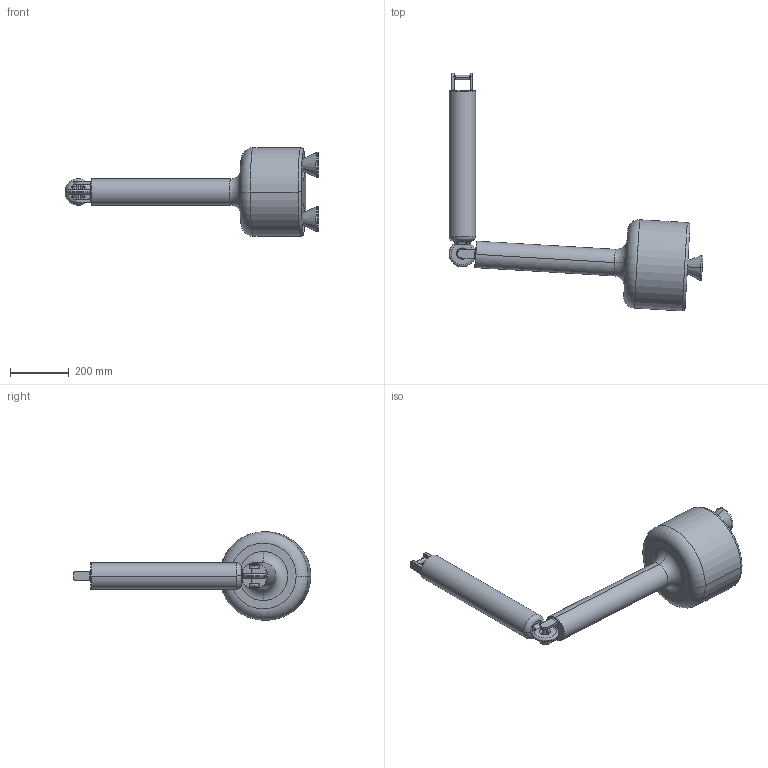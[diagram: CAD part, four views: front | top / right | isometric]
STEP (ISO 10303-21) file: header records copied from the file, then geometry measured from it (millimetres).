
FILE_DESCRIPTION((''),'2;1');
FILE_NAME('ROBOT_ASM_ASM','2020-10-04T20:27:40',('HP'),(''),'CREO PARAMETRIC BY PTC INC, 2018050','CREO PARAMETRIC BY PTC INC, 2018050','');
FILE_SCHEMA(('CONFIG_CONTROL_DESIGN'));
Length unit declared in the file: millimetre
Products named in the file (4): ROBOT_ARM1; ROBOT_ARM; CONE; ROBOT_ASM_ASM
Assembly tree (4 placements, depth 2):
  ROBOT_ASM_ASM
    ROBOT_ARM1
    ROBOT_ARM
    CONE  x2
Bounding box: 861.04 x 806.39 x 300 mm (x, y, z)
Volume: 20891633.7 mm3; surface area: 721781.1 mm2
Topology: 4 solids, 4 shells, 128 faces, 282 edges, 164 vertices
Faces by surface type: cylinder 41, torus 34, plane 29, bspline 12, cone 12
Entity records: 4064 total; most frequent: CARTESIAN_POINT 1306, DIRECTION 596, ORIENTED_EDGE 532, EDGE_CURVE 266, AXIS2_PLACEMENT_3D 248, VERTEX_POINT 156, EDGE_LOOP 132, CIRCLE 130
